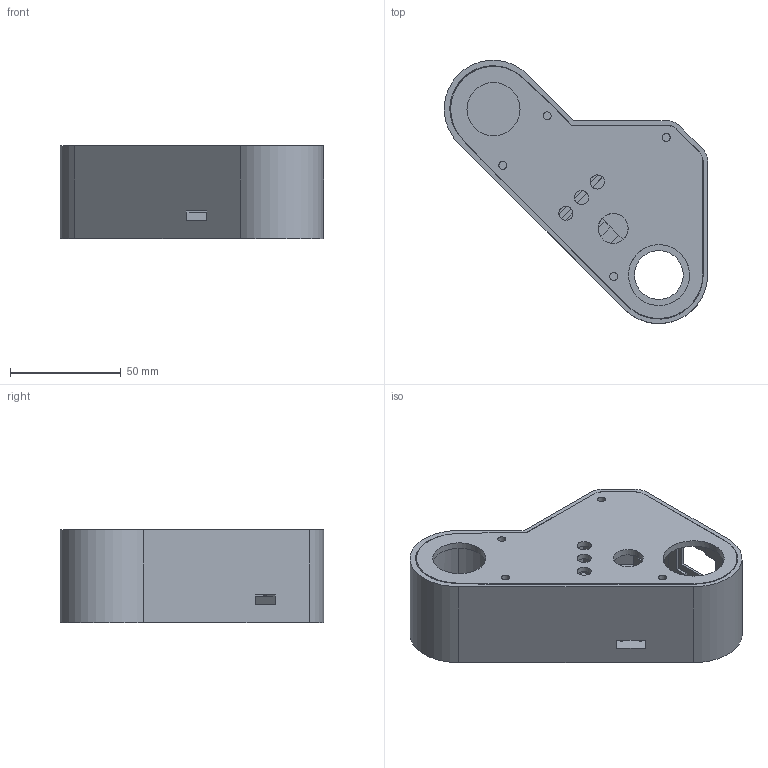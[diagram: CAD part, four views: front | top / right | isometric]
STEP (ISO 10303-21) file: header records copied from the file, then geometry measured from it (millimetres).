
FILE_DESCRIPTION(('HOOPS Exchange Step'),'2;1');
FILE_NAME('temp_export','2021-07-14T20:15:18+19:00',('mobile'),('Shapr3D Limited'),'HOOPS Exchange 2021.1','Shapr3D','Authorized');
FILE_SCHEMA( ('AP203_CONFIGURATION_CONTROLLED_3D_DESIGN_OF_MECHANICAL_PARTS_AND_ASSEMBLIES_MIM_LF') );
Length unit declared in the file: millimetre
Products named in the file (1): 79E82C66-F2E8-4304-B91D-A0E41ADE20C7.tmp
Bounding box: 118.87 x 118.83 x 42.12 mm (x, y, z)
Volume: 88757.2 mm3; surface area: 66500.3 mm2
Topology: 2 solids, 2 shells, 177 faces, 500 edges, 337 vertices
Faces by surface type: plane 131, cylinder 33, bspline 13
Full cylindrical faces by diameter (mm): 2.8 x2, 3.6 x4, 4.8 x4, 22 x1, 24 x1, 30 x1
Entity records: 8397 total; most frequent: CARTESIAN_POINT 3734, ORIENTED_EDGE 1000, DIRECTION 865, EDGE_CURVE 500, VECTOR 389, LINE 389, VERTEX_POINT 337, AXIS2_PLACEMENT_3D 238
